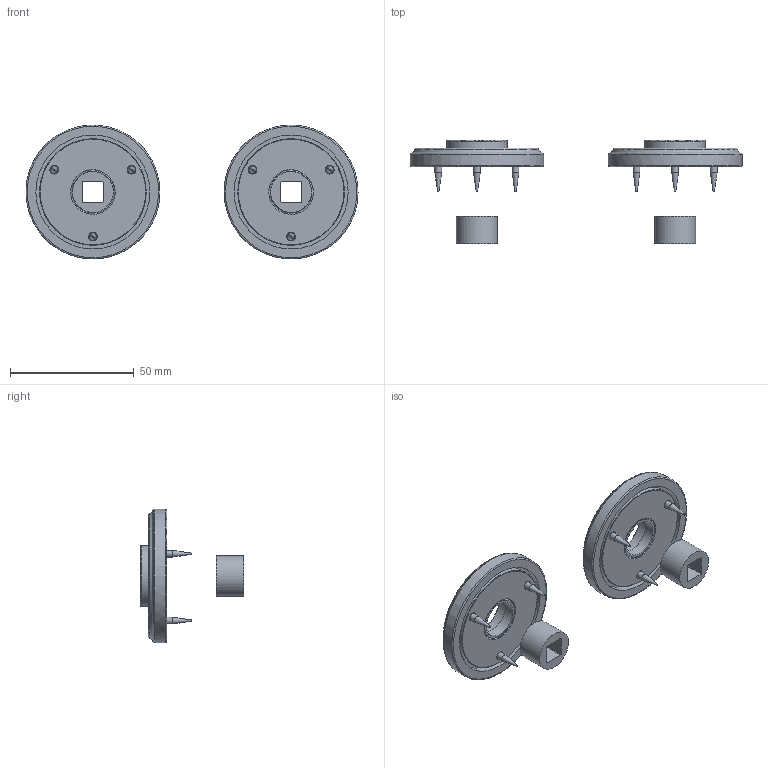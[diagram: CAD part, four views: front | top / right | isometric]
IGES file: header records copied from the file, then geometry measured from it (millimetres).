
Global section: file name: P8007-B; native system: Autodesk Inventor 2018; preprocessor: unknown; author: aprice; date: 20190708.082855; units: millimetre
Bounding box: 134 x 41.7 x 54 mm (x, y, z)
Volume: 28945.4 mm3; surface area: 22802.9 mm2
Topology: 12 solids, 12 shells, 218 faces, 584 edges, 408 vertices
Faces by surface type: bspline 218
